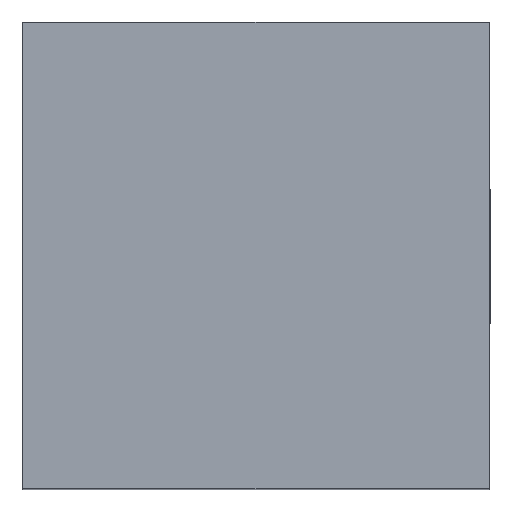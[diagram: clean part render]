
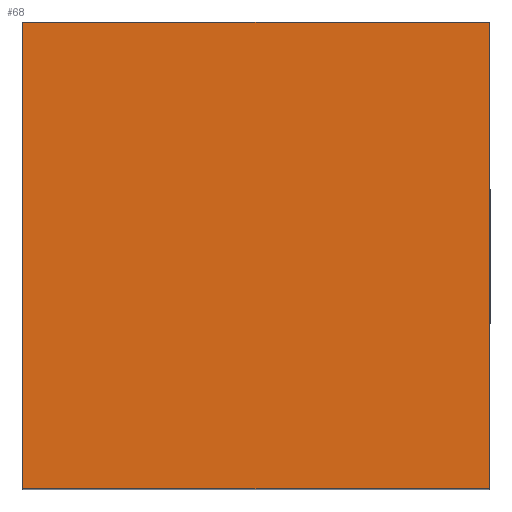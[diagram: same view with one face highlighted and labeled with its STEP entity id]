
A CAD part, top view. The second image highlights one B-rep face of the part: STEP entity #68.
In plain terms, the highlighted planar face has unit normal (0, 0, 1).
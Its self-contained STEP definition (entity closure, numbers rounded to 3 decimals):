
#13=DIRECTION('',(0.,0.,1.));
#20=ORIENTED_EDGE('',*,*,#21,.F.);
#21=EDGE_CURVE('',#22,#24,#26,.T.);
#22=VERTEX_POINT('',#23);
#23=CARTESIAN_POINT('',(-3.5,-3.5,7.));
#24=VERTEX_POINT('',#25);
#25=CARTESIAN_POINT('',(-3.5,3.5,7.));
#26=LINE('',#23,#27);
#27=VECTOR('',#28,1.);
#28=DIRECTION('',(0.,1.,0.));
#67=DIRECTION('',(1.,0.,0.));
#68=ADVANCED_FACE('',(#69),#85,.T.);
#69=FACE_BOUND('',#70,.T.);
#70=EDGE_LOOP('',(#20,#71,#77,#82));
#71=ORIENTED_EDGE('',*,*,#72,.T.);
#72=EDGE_CURVE('',#22,#73,#75,.T.);
#73=VERTEX_POINT('',#74);
#74=CARTESIAN_POINT('',(3.5,-3.5,7.));
#75=LINE('',#23,#76);
#76=VECTOR('',#67,1.);
#77=ORIENTED_EDGE('',*,*,#78,.T.);
#78=EDGE_CURVE('',#73,#79,#81,.T.);
#79=VERTEX_POINT('',#80);
#80=CARTESIAN_POINT('',(3.5,3.5,7.));
#81=LINE('',#74,#27);
#82=ORIENTED_EDGE('',*,*,#83,.F.);
#83=EDGE_CURVE('',#24,#79,#84,.T.);
#84=LINE('',#25,#76);
#85=PLANE('',#86);
#86=AXIS2_PLACEMENT_3D('',#23,#13,#67);
